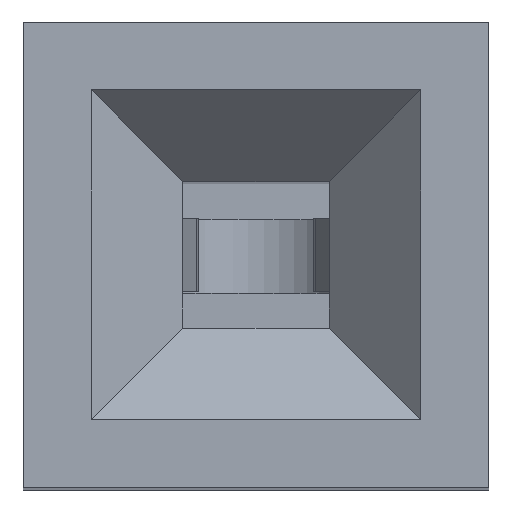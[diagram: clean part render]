
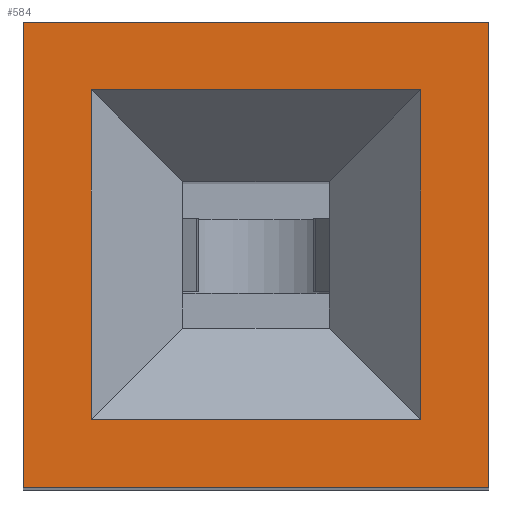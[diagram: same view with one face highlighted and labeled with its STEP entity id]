
A CAD part, top view. The second image highlights one B-rep face of the part: STEP entity #584.
In plain terms, the highlighted planar face has unit normal (0, 0, 1).
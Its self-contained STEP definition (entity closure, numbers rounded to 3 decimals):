
#584=ADVANCED_FACE('',(#1044,#1046),#1048,.T.);
#1044=FACE_BOUND('',#1045,.T.);
#1045=EDGE_LOOP('',(#1401,#1402,#1403,#1404));
#1046=FACE_BOUND('',#1047,.T.);
#1047=EDGE_LOOP('',(#1405,#1406,#1407,#1408));
#1048=PLANE('',#1049);
#1049=AXIS2_PLACEMENT_3D('',#1050,#1051,#1052);
#1050=CARTESIAN_POINT('',(0.,0.,8.5));
#1051=DIRECTION('',(0.,0.,1.));
#1052=DIRECTION('',(1.,0.,0.));
#1401=ORIENTED_EDGE('',*,*,#1593,.T.);
#1402=ORIENTED_EDGE('',*,*,#1570,.T.);
#1403=ORIENTED_EDGE('',*,*,#1594,.T.);
#1404=ORIENTED_EDGE('',*,*,#1579,.T.);
#1405=ORIENTED_EDGE('',*,*,#1592,.T.);
#1406=ORIENTED_EDGE('',*,*,#1563,.T.);
#1407=ORIENTED_EDGE('',*,*,#1591,.T.);
#1408=ORIENTED_EDGE('',*,*,#1560,.T.);
#1560=EDGE_CURVE('',#1824,#1825,#1826,.F.);
#1563=EDGE_CURVE('',#1829,#1830,#1831,.F.);
#1570=EDGE_CURVE('',#1841,#1839,#1842,.T.);
#1579=EDGE_CURVE('',#1857,#1855,#1858,.T.);
#1591=EDGE_CURVE('',#1830,#1824,#1871,.F.);
#1592=EDGE_CURVE('',#1825,#1829,#1872,.F.);
#1593=EDGE_CURVE('',#1855,#1841,#1873,.T.);
#1594=EDGE_CURVE('',#1839,#1857,#1874,.T.);
#1824=VERTEX_POINT('',#2392);
#1825=VERTEX_POINT('',#2393);
#1826=LINE('',#2394,#2395);
#1829=VERTEX_POINT('',#2403);
#1830=VERTEX_POINT('',#2404);
#1831=LINE('',#2405,#2406);
#1839=VERTEX_POINT('',#2425);
#1841=VERTEX_POINT('',#2429);
#1842=LINE('',#2430,#2431);
#1855=VERTEX_POINT('',#2459);
#1857=VERTEX_POINT('',#2463);
#1858=LINE('',#2464,#2465);
#1871=LINE('',#2501,#2502);
#1872=LINE('',#2504,#2505);
#1873=LINE('',#2507,#2508);
#1874=LINE('',#2510,#2511);
#2392=CARTESIAN_POINT('',(-0.9,-0.9,8.5));
#2393=CARTESIAN_POINT('',(-0.9,0.9,8.5));
#2394=CARTESIAN_POINT('',(-0.9,0.9,8.5));
#2395=VECTOR('',#2396,1.);
#2396=DIRECTION('',(0.,-1.,0.));
#2403=CARTESIAN_POINT('',(0.9,0.9,8.5));
#2404=CARTESIAN_POINT('',(0.9,-0.9,8.5));
#2405=CARTESIAN_POINT('',(0.9,-0.9,8.5));
#2406=VECTOR('',#2407,1.);
#2407=DIRECTION('',(0.,1.,0.));
#2425=CARTESIAN_POINT('',(-1.27,-1.27,8.5));
#2429=CARTESIAN_POINT('',(-1.27,1.27,8.5));
#2430=CARTESIAN_POINT('',(-1.27,1.27,8.5));
#2431=VECTOR('',#2432,1.);
#2432=DIRECTION('',(0.,-1.,0.));
#2459=CARTESIAN_POINT('',(1.27,1.27,8.5));
#2463=CARTESIAN_POINT('',(1.27,-1.27,8.5));
#2464=CARTESIAN_POINT('',(1.27,-1.27,8.5));
#2465=VECTOR('',#2466,1.);
#2466=DIRECTION('',(0.,1.,0.));
#2501=CARTESIAN_POINT('',(-0.9,-0.9,8.5));
#2502=VECTOR('',#2503,1.);
#2503=DIRECTION('',(1.,0.,0.));
#2504=CARTESIAN_POINT('',(0.9,0.9,8.5));
#2505=VECTOR('',#2506,1.);
#2506=DIRECTION('',(-1.,0.,0.));
#2507=CARTESIAN_POINT('',(1.27,1.27,8.5));
#2508=VECTOR('',#2509,1.);
#2509=DIRECTION('',(-1.,0.,0.));
#2510=CARTESIAN_POINT('',(-1.27,-1.27,8.5));
#2511=VECTOR('',#2512,1.);
#2512=DIRECTION('',(1.,0.,0.));
